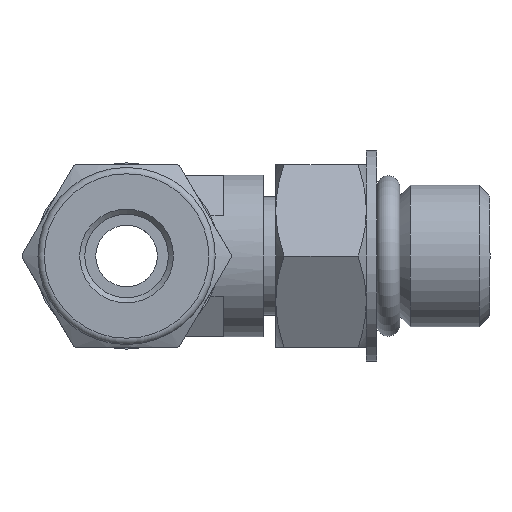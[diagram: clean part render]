
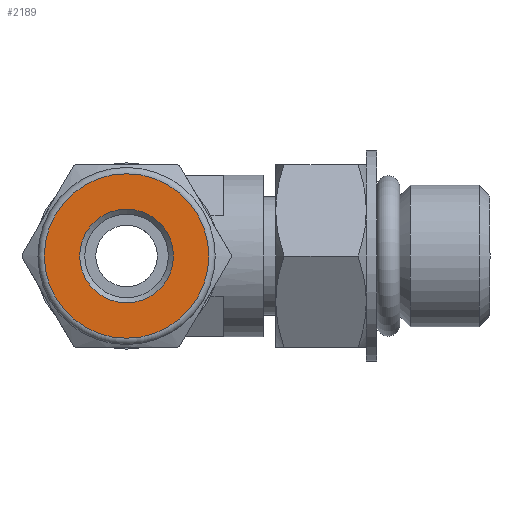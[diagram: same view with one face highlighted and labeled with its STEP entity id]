
A CAD part, left-side view. The second image highlights one B-rep face of the part: STEP entity #2189.
In plain terms, the highlighted planar face has unit normal (-1, 0, 0).
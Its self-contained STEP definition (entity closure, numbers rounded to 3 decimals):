
#45=FACE_BOUND('',#480,.T.);
#172=CIRCLE('',#2427,3.675);
#173=CIRCLE('',#2429,6.45);
#326=FACE_OUTER_BOUND('',#479,.T.);
#479=EDGE_LOOP('',(#1690));
#480=EDGE_LOOP('',(#1691));
#978=VERTEX_POINT('',#3642);
#979=VERTEX_POINT('',#3646);
#1233=EDGE_CURVE('',#978,#978,#172,.T.);
#1234=EDGE_CURVE('',#979,#979,#173,.T.);
#1690=ORIENTED_EDGE('',*,*,#1234,.F.);
#1691=ORIENTED_EDGE('',*,*,#1233,.T.);
#2083=PLANE('',#2428);
#2189=ADVANCED_FACE('',(#326,#45),#2083,.T.);
#2427=AXIS2_PLACEMENT_3D('',#3644,#2907,#2908);
#2428=AXIS2_PLACEMENT_3D('',#3645,#2909,#2910);
#2429=AXIS2_PLACEMENT_3D('',#3647,#2911,#2912);
#2907=DIRECTION('center_axis',(1.,0.,0.));
#2908=DIRECTION('ref_axis',(0.,0.,-1.));
#2909=DIRECTION('center_axis',(-1.,0.,0.));
#2910=DIRECTION('ref_axis',(0.,0.,1.));
#2911=DIRECTION('center_axis',(1.,0.,0.));
#2912=DIRECTION('ref_axis',(0.,0.,-1.));
#3642=CARTESIAN_POINT('',(-28.639,-3.675,0.));
#3644=CARTESIAN_POINT('Origin',(-28.639,0.,
0.));
#3645=CARTESIAN_POINT('Origin',(-28.639,6.45,0.));
#3646=CARTESIAN_POINT('',(-28.639,0.,6.45));
#3647=CARTESIAN_POINT('Origin',(-28.639,0.,
0.));
